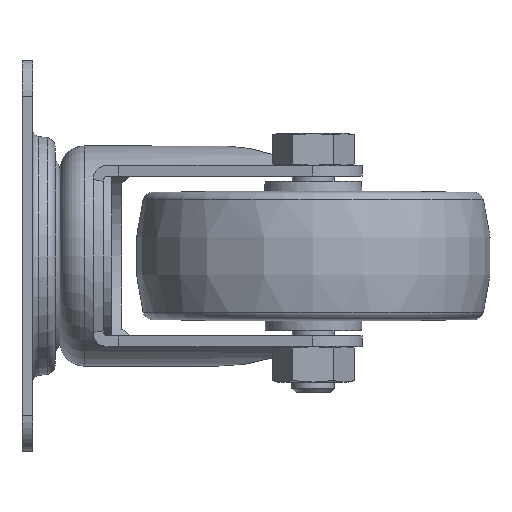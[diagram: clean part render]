
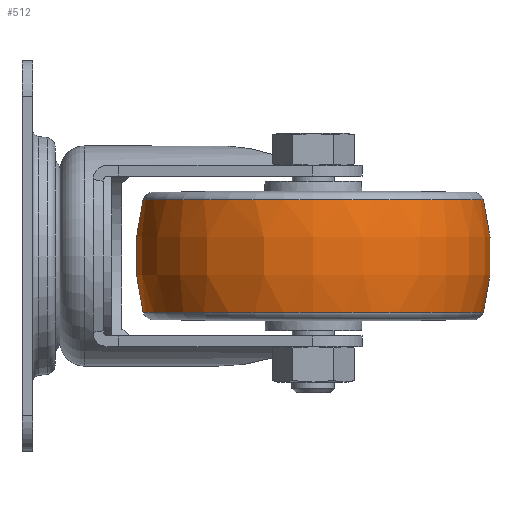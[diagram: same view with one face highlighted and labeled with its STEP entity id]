
A CAD part, left-side view. The second image highlights one B-rep face of the part: STEP entity #512.
In plain terms, the highlighted free-form (B-spline) face has degree [3, 3] with [4, 7] control points.
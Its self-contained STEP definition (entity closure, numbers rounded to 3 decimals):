
#512 = ADVANCED_FACE( '', ( #1072, #1073 ), #1074, .T. );
#1072 = FACE_OUTER_BOUND( '', #1691, .T. );
#1073 = FACE_OUTER_BOUND( '', #1692, .T. );
#1074 = ( BOUNDED_SURFACE(  )B_SPLINE_SURFACE( 3, 3, ( ( #1695, #1696, #1697, #1698, #1699, #1700, #1701 ), ( #1702, #1703, #1704, #1705, #1706, #1707, #1708 ), ( #1709, #1710, #1711, #1712, #1713, #1714, #1715 ), ( #1716, #1717, #1718, #1719, #1720, #1721, #1722 ) ), .UNSPECIFIED., .F., .T., .F. )B_SPLINE_SURFACE_WITH_KNOTS( ( 4, 4 ), ( 4, 3, 4 ), ( 0., 6.283 ), ( -0.266, 0., 0.266 ), .UNSPECIFIED. )GEOMETRIC_REPRESENTATION_ITEM(  )RATIONAL_B_SPLINE_SURFACE( ( ( 1., 0.333, 0.333, 1., 0.333, 0.333, 1. ), ( 0.977, 0.326, 0.326, 0.977, 0.326, 0.326, 0.977 ), ( 0.977, 0.326, 0.326, 0.977, 0.326, 0.326, 0.977 ), ( 1., 0.333, 0.333, 1., 0.333, 0.333, 1. ) ) )REPRESENTATION_ITEM( '' )SURFACE(  ) );
#1691 = EDGE_LOOP( '', ( #2748 ) );
#1692 = EDGE_LOOP( '', ( #2749 ) );
#1695 = CARTESIAN_POINT( '', ( 18.395, 0., -23.943 ) );
#1696 = CARTESIAN_POINT( '', ( 18.395, 47.885, -23.943 ) );
#1697 = CARTESIAN_POINT( '', ( 18.395, 47.885, 23.943 ) );
#1698 = CARTESIAN_POINT( '', ( 18.395, 0., 23.943 ) );
#1699 = CARTESIAN_POINT( '', ( 18.395, -47.885, 23.943 ) );
#1700 = CARTESIAN_POINT( '', ( 18.395, -47.885, -23.943 ) );
#1701 = CARTESIAN_POINT( '', ( 18.395, 0., -23.943 ) );
#1702 = CARTESIAN_POINT( '', ( 13.195, 0., -25.361 ) );
#1703 = CARTESIAN_POINT( '', ( 13.195, 50.722, -25.361 ) );
#1704 = CARTESIAN_POINT( '', ( 13.195, 50.722, 25.361 ) );
#1705 = CARTESIAN_POINT( '', ( 13.195, 0., 25.361 ) );
#1706 = CARTESIAN_POINT( '', ( 13.195, -50.722, 25.361 ) );
#1707 = CARTESIAN_POINT( '', ( 13.195, -50.722, -25.361 ) );
#1708 = CARTESIAN_POINT( '', ( 13.195, 0., -25.361 ) );
#1709 = CARTESIAN_POINT( '', ( 7.805, 0., -25.361 ) );
#1710 = CARTESIAN_POINT( '', ( 7.805, 50.722, -25.361 ) );
#1711 = CARTESIAN_POINT( '', ( 7.805, 50.722, 25.361 ) );
#1712 = CARTESIAN_POINT( '', ( 7.805, 0., 25.361 ) );
#1713 = CARTESIAN_POINT( '', ( 7.805, -50.722, 25.361 ) );
#1714 = CARTESIAN_POINT( '', ( 7.805, -50.722, -25.361 ) );
#1715 = CARTESIAN_POINT( '', ( 7.805, 0., -25.361 ) );
#1716 = CARTESIAN_POINT( '', ( 2.605, 0., -23.943 ) );
#1717 = CARTESIAN_POINT( '', ( 2.605, 47.885, -23.943 ) );
#1718 = CARTESIAN_POINT( '', ( 2.605, 47.885, 23.943 ) );
#1719 = CARTESIAN_POINT( '', ( 2.605, 0., 23.943 ) );
#1720 = CARTESIAN_POINT( '', ( 2.605, -47.885, 23.943 ) );
#1721 = CARTESIAN_POINT( '', ( 2.605, -47.885, -23.943 ) );
#1722 = CARTESIAN_POINT( '', ( 2.605, 0., -23.943 ) );
#2748 = ORIENTED_EDGE( '', *, *, #3592, .T. );
#2749 = ORIENTED_EDGE( '', *, *, #3301, .F. );
#3301 = EDGE_CURVE( '', #3832, #3832, #3833, .T. );
#3592 = EDGE_CURVE( '', #4271, #4271, #4272, .T. );
#3832 = VERTEX_POINT( '', #4562 );
#3833 = CIRCLE( '', #4563, 23.943 );
#4271 = VERTEX_POINT( '', #5316 );
#4272 = CIRCLE( '', #5317, 23.943 );
#4562 = CARTESIAN_POINT( '', ( 18.395, 0., -23.943 ) );
#4563 = AXIS2_PLACEMENT_3D( '', #5569, #5570, #5571 );
#5316 = CARTESIAN_POINT( '', ( 2.605, 0., -23.943 ) );
#5317 = AXIS2_PLACEMENT_3D( '', #5894, #5895, #5896 );
#5569 = CARTESIAN_POINT( '', ( 18.395, 0., 0. ) );
#5570 = DIRECTION( '', ( 1., 0., 0. ) );
#5571 = DIRECTION( '', ( 0., 0., -1. ) );
#5894 = CARTESIAN_POINT( '', ( 2.605, 0., 0. ) );
#5895 = DIRECTION( '', ( 1., 0., 0. ) );
#5896 = DIRECTION( '', ( 0., 0., -1. ) );
